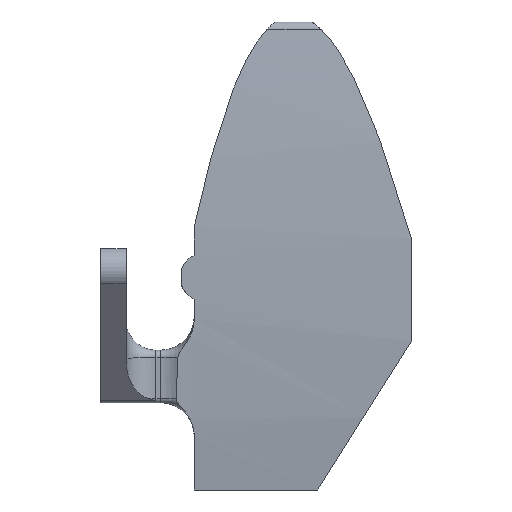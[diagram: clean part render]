
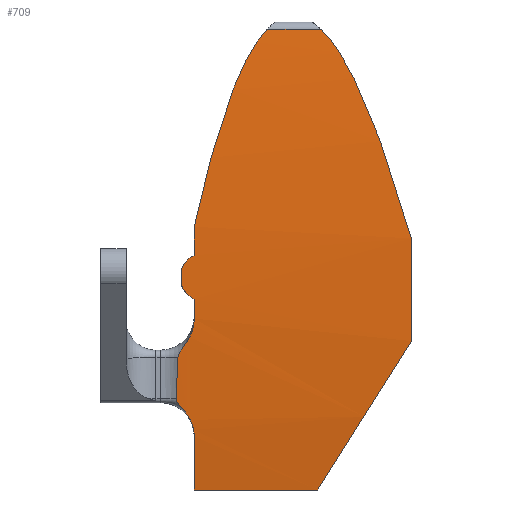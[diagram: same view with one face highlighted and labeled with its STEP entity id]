
A CAD part, top view. The second image highlights one B-rep face of the part: STEP entity #709.
In plain terms, the highlighted free-form (B-spline) face has degree [3, 1] with [4, 2] control points.
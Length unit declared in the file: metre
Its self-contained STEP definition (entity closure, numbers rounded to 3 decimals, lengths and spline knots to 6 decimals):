
#22=B_SPLINE_SURFACE_WITH_KNOTS('',3,1,((#1154,#1155),(#1156,#1157),(#1158,
#1159),(#1160,#1161)),.SURF_OF_LINEAR_EXTRUSION.,.F.,.F.,.F.,(4,4),(2,2),
(0.01498,1.),(0.,1.),.PIECEWISE_BEZIER_KNOTS.);
#35=B_SPLINE_CURVE_WITH_KNOTS('',3,(#1162,#1163,#1164,#1165),
 .UNSPECIFIED.,.F.,.F.,(4,4),(0.,0.002306),
 .UNSPECIFIED.);
#36=B_SPLINE_CURVE_WITH_KNOTS('',3,(#1172,#1173,#1174,#1175),
 .UNSPECIFIED.,.F.,.F.,(4,4),(0.,0.002307),.UNSPECIFIED.);
#37=B_SPLINE_CURVE_WITH_KNOTS('',3,(#1176,#1177,#1178,#1179,#1180,#1181,
#1182,#1183),.UNSPECIFIED.,.F.,.F.,(4,1,1,1,1,4),(0.,0.001263,
0.002526,0.00379,0.004421,0.005053),
 .UNSPECIFIED.);
#38=B_SPLINE_CURVE_WITH_KNOTS('',3,(#1185,#1186,#1187,#1188),
 .UNSPECIFIED.,.F.,.F.,(4,4),(0.,0.00485),
 .UNSPECIFIED.);
#39=B_SPLINE_CURVE_WITH_KNOTS('',3,(#1190,#1191,#1192,#1193,#1194,#1195,
#1196,#1197,#1198),.UNSPECIFIED.,.F.,.F.,(4,1,1,1,1,1,4),(0.,0.000633,
0.001266,0.001899,0.002533,0.003799,
0.005065),.UNSPECIFIED.);
#40=B_SPLINE_CURVE_WITH_KNOTS('',3,(#1203,#1204,#1205,#1206),
 .UNSPECIFIED.,.F.,.F.,(4,4),(0.,0.020758),
 .UNSPECIFIED.);
#41=B_SPLINE_CURVE_WITH_KNOTS('',3,(#1212,#1213,#1214,#1215,#1216,#1217,
#1218,#1219),.UNSPECIFIED.,.F.,.F.,(4,1,1,1,1,4),(0.,0.00675,
0.013501,0.020251,0.023626,0.027001),
 .UNSPECIFIED.);
#42=B_SPLINE_CURVE_WITH_KNOTS('',3,(#1223,#1224,#1225,#1226,#1227,#1228,
#1229,#1230),.UNSPECIFIED.,.F.,.F.,(4,1,1,1,1,4),(0.,0.003105,
0.00621,0.012421,0.018631,0.024841),
 .UNSPECIFIED.);
#67=(
BOUNDED_CURVE()
B_SPLINE_CURVE(2,(#1036,#1037,#1038),.UNSPECIFIED.,.F.,.F.)
B_SPLINE_CURVE_WITH_KNOTS((3,3),(0.,1.),.PIECEWISE_BEZIER_KNOTS.)
CURVE()
GEOMETRIC_REPRESENTATION_ITEM()
RATIONAL_B_SPLINE_CURVE((1.,1.,1.))
REPRESENTATION_ITEM('')
);
#73=(
BOUNDED_CURVE()
B_SPLINE_CURVE(2,(#1168,#1169,#1170),.UNSPECIFIED.,.F.,.F.)
B_SPLINE_CURVE_WITH_KNOTS((3,3),(0.,1.),.PIECEWISE_BEZIER_KNOTS.)
CURVE()
GEOMETRIC_REPRESENTATION_ITEM()
RATIONAL_B_SPLINE_CURVE((1.,1.,1.))
REPRESENTATION_ITEM('')
);
#74=(
BOUNDED_CURVE()
B_SPLINE_CURVE(2,(#1200,#1201,#1202),.UNSPECIFIED.,.F.,.F.)
B_SPLINE_CURVE_WITH_KNOTS((3,3),(0.,1.),.PIECEWISE_BEZIER_KNOTS.)
CURVE()
GEOMETRIC_REPRESENTATION_ITEM()
RATIONAL_B_SPLINE_CURVE((1.,1.,1.))
REPRESENTATION_ITEM('')
);
#75=(
BOUNDED_CURVE()
B_SPLINE_CURVE(2,(#1208,#1209,#1210),.UNSPECIFIED.,.F.,.F.)
B_SPLINE_CURVE_WITH_KNOTS((3,3),(0.,1.),.PIECEWISE_BEZIER_KNOTS.)
CURVE()
GEOMETRIC_REPRESENTATION_ITEM()
RATIONAL_B_SPLINE_CURVE((1.,1.,1.))
REPRESENTATION_ITEM('')
);
#76=(
BOUNDED_CURVE()
B_SPLINE_CURVE(2,(#1232,#1233,#1234),.UNSPECIFIED.,.F.,.F.)
B_SPLINE_CURVE_WITH_KNOTS((3,3),(0.,1.),.PIECEWISE_BEZIER_KNOTS.)
CURVE()
GEOMETRIC_REPRESENTATION_ITEM()
RATIONAL_B_SPLINE_CURVE((1.,1.,1.))
REPRESENTATION_ITEM('')
);
#137=ORIENTED_EDGE('',*,*,#358,.F.);
#138=ORIENTED_EDGE('',*,*,#359,.T.);
#139=ORIENTED_EDGE('',*,*,#360,.F.);
#140=ORIENTED_EDGE('',*,*,#335,.T.);
#141=ORIENTED_EDGE('',*,*,#361,.T.);
#142=ORIENTED_EDGE('',*,*,#362,.T.);
#143=ORIENTED_EDGE('',*,*,#363,.T.);
#144=ORIENTED_EDGE('',*,*,#364,.T.);
#145=ORIENTED_EDGE('',*,*,#357,.F.);
#146=ORIENTED_EDGE('',*,*,#365,.T.);
#147=ORIENTED_EDGE('',*,*,#366,.F.);
#148=ORIENTED_EDGE('',*,*,#367,.T.);
#149=ORIENTED_EDGE('',*,*,#368,.T.);
#150=ORIENTED_EDGE('',*,*,#369,.T.);
#151=ORIENTED_EDGE('',*,*,#370,.T.);
#335=EDGE_CURVE('',#447,#446,#67,.T.);
#357=EDGE_CURVE('',#467,#456,#518,.T.);
#358=EDGE_CURVE('',#468,#469,#35,.T.);
#359=EDGE_CURVE('',#468,#470,#73,.T.);
#360=EDGE_CURVE('',#447,#470,#36,.T.);
#361=EDGE_CURVE('',#446,#471,#37,.T.);
#362=EDGE_CURVE('',#471,#472,#38,.T.);
#363=EDGE_CURVE('',#472,#473,#39,.T.);
#364=EDGE_CURVE('',#473,#456,#74,.T.);
#365=EDGE_CURVE('',#467,#474,#40,.T.);
#366=EDGE_CURVE('',#475,#474,#75,.T.);
#367=EDGE_CURVE('',#475,#476,#41,.T.);
#368=EDGE_CURVE('',#476,#477,#519,.T.);
#369=EDGE_CURVE('',#477,#478,#42,.T.);
#370=EDGE_CURVE('',#478,#469,#76,.T.);
#446=VERTEX_POINT('',#1035);
#447=VERTEX_POINT('',#1039);
#456=VERTEX_POINT('',#1082);
#467=VERTEX_POINT('',#1152);
#468=VERTEX_POINT('',#1166);
#469=VERTEX_POINT('',#1167);
#470=VERTEX_POINT('',#1171);
#471=VERTEX_POINT('',#1184);
#472=VERTEX_POINT('',#1189);
#473=VERTEX_POINT('',#1199);
#474=VERTEX_POINT('',#1207);
#475=VERTEX_POINT('',#1211);
#476=VERTEX_POINT('',#1220);
#477=VERTEX_POINT('',#1222);
#478=VERTEX_POINT('',#1231);
#518=LINE('',#1153,#558);
#519=LINE('',#1221,#559);
#558=VECTOR('',#856,1.);
#559=VECTOR('',#857,1.);
#599=EDGE_LOOP('',(#137,#138,#139,#140,#141,#142,#143,#144,#145,#146,#147,
#148,#149,#150,#151));
#647=FACE_BOUND('',#599,.T.);
#709=ADVANCED_FACE('',(#647),#22,.F.);
#856=DIRECTION('',(-1.,0.,0.));
#857=DIRECTION('',(-1.,0.,0.));
#1035=CARTESIAN_POINT('',(-0.016,-0.019866,0.002049));
#1036=CARTESIAN_POINT('',(-0.016,0.015,0.00075));
#1037=CARTESIAN_POINT('',(-0.016,-0.014813,0.004087));
#1038=CARTESIAN_POINT('',(-0.016,-0.04,0.));
#1039=CARTESIAN_POINT('',(-0.016,-0.017575,0.002139));
#1082=CARTESIAN_POINT('',(-0.016,-0.04,0.));
#1152=CARTESIAN_POINT('',(-0.0015,-0.04,0.));
#1153=CARTESIAN_POINT('',(0.044801,-0.04,0.));
#1154=CARTESIAN_POINT('',(0.0095,0.014108,0.000848));
#1155=CARTESIAN_POINT('',(-0.018315,0.014108,0.000848));
#1156=CARTESIAN_POINT('',(0.0095,-0.005424,0.002967));
#1157=CARTESIAN_POINT('',(-0.018315,-0.005424,0.002967));
#1158=CARTESIAN_POINT('',(0.0095,-0.02346,0.002684));
#1159=CARTESIAN_POINT('',(-0.018315,-0.02346,0.002684));
#1160=CARTESIAN_POINT('',(0.0095,-0.04,0.));
#1161=CARTESIAN_POINT('',(-0.018315,-0.04,0.));
#1162=CARTESIAN_POINT('',(-0.0175,-0.01411,0.002224));
#1163=CARTESIAN_POINT('',(-0.017256,-0.01337,0.002236));
#1164=CARTESIAN_POINT('',(-0.016707,-0.012754,0.002242));
#1165=CARTESIAN_POINT('',(-0.016,-0.012425,0.002244));
#1166=CARTESIAN_POINT('',(-0.0175,-0.01411,0.002224));
#1167=CARTESIAN_POINT('',(-0.016,-0.012425,0.002244));
#1168=CARTESIAN_POINT('',(-0.0175,0.015,0.00075));
#1169=CARTESIAN_POINT('',(-0.0175,-0.014813,0.004087));
#1170=CARTESIAN_POINT('',(-0.0175,-0.04,0.));
#1171=CARTESIAN_POINT('',(-0.0175,-0.01589,0.002188));
#1172=CARTESIAN_POINT('',(-0.016,-0.017575,0.002139));
#1173=CARTESIAN_POINT('',(-0.016707,-0.017246,0.00215));
#1174=CARTESIAN_POINT('',(-0.017256,-0.01663,0.00217));
#1175=CARTESIAN_POINT('',(-0.0175,-0.01589,0.002188));
#1176=CARTESIAN_POINT('',(-0.016,-0.019866,0.002049));
#1177=CARTESIAN_POINT('',(-0.016,-0.020293,0.00203));
#1178=CARTESIAN_POINT('',(-0.016123,-0.021129,0.001989));
#1179=CARTESIAN_POINT('',(-0.01663,-0.022305,0.001924));
#1180=CARTESIAN_POINT('',(-0.017239,-0.023165,0.001871));
#1181=CARTESIAN_POINT('',(-0.017739,-0.023845,0.001827));
#1182=CARTESIAN_POINT('',(-0.017914,-0.024243,0.0018));
#1183=CARTESIAN_POINT('',(-0.017918,-0.024454,0.001785));
#1184=CARTESIAN_POINT('',(-0.017918,-0.024454,0.001785));
#1185=CARTESIAN_POINT('',(-0.017918,-0.024454,0.001785));
#1186=CARTESIAN_POINT('',(-0.017953,-0.026068,0.001673));
#1187=CARTESIAN_POINT('',(-0.018021,-0.027678,0.001539));
#1188=CARTESIAN_POINT('',(-0.018144,-0.029283,0.001383));
#1189=CARTESIAN_POINT('',(-0.018144,-0.029283,0.001383));
#1190=CARTESIAN_POINT('',(-0.018144,-0.029283,0.001383));
#1191=CARTESIAN_POINT('',(-0.01816,-0.029497,0.001362));
#1192=CARTESIAN_POINT('',(-0.017911,-0.029871,0.001325));
#1193=CARTESIAN_POINT('',(-0.01748,-0.030325,0.001279));
#1194=CARTESIAN_POINT('',(-0.017063,-0.030809,0.001228));
#1195=CARTESIAN_POINT('',(-0.016577,-0.03149,0.001155));
#1196=CARTESIAN_POINT('',(-0.016128,-0.032449,0.001048));
#1197=CARTESIAN_POINT('',(-0.016,-0.033282,0.000949));
#1198=CARTESIAN_POINT('',(-0.016,-0.033704,0.000897));
#1199=CARTESIAN_POINT('',(-0.016,-0.033704,0.000897));
#1200=CARTESIAN_POINT('',(-0.016,0.015,0.00075));
#1201=CARTESIAN_POINT('',(-0.016,-0.014813,0.004087));
#1202=CARTESIAN_POINT('',(-0.016,-0.04,0.));
#1203=CARTESIAN_POINT('',(-0.0015,-0.04,0.));
#1204=CARTESIAN_POINT('',(0.002152,-0.034191,0.000943));
#1205=CARTESIAN_POINT('',(0.005819,-0.028356,0.001564));
#1206=CARTESIAN_POINT('',(0.0095,-0.0225,0.001911));
#1207=CARTESIAN_POINT('',(0.0095,-0.0225,0.001911));
#1208=CARTESIAN_POINT('',(0.0095,0.015,0.00075));
#1209=CARTESIAN_POINT('',(0.0095,-0.014813,0.004087));
#1210=CARTESIAN_POINT('',(0.0095,-0.04,0.));
#1211=CARTESIAN_POINT('',(0.0095,-0.010438,0.00225));
#1212=CARTESIAN_POINT('',(0.0095,-0.010438,0.00225));
#1213=CARTESIAN_POINT('',(0.008887,-0.008272,0.002245));
#1214=CARTESIAN_POINT('',(0.007604,-0.003958,0.002168));
#1215=CARTESIAN_POINT('',(0.005412,0.002422,0.001869));
#1216=CARTESIAN_POINT('',(0.003236,0.007618,0.001483));
#1217=CARTESIAN_POINT('',(0.001058,0.01152,0.001121));
#1218=CARTESIAN_POINT('',(-0.00027,0.013313,0.000935));
#1219=CARTESIAN_POINT('',(-0.001092,0.014108,0.000848));
#1220=CARTESIAN_POINT('',(-0.001092,0.014108,0.000848));
#1221=CARTESIAN_POINT('',(0.0095,0.014108,0.000848));
#1222=CARTESIAN_POINT('',(-0.007468,0.014108,0.000848));
#1223=CARTESIAN_POINT('',(-0.007468,0.014108,0.000848));
#1224=CARTESIAN_POINT('',(-0.008199,0.013348,0.000931));
#1225=CARTESIAN_POINT('',(-0.009358,0.011642,0.001109));
#1226=CARTESIAN_POINT('',(-0.011201,0.007916,0.001456));
#1227=CARTESIAN_POINT('',(-0.012937,0.003024,0.001828));
#1228=CARTESIAN_POINT('',(-0.014616,-0.002988,0.002131));
#1229=CARTESIAN_POINT('',(-0.015558,-0.007041,0.002225));
#1230=CARTESIAN_POINT('',(-0.016,-0.009076,0.002242));
#1231=CARTESIAN_POINT('',(-0.016,-0.009076,0.002242));
#1232=CARTESIAN_POINT('',(-0.016,0.015,0.00075));
#1233=CARTESIAN_POINT('',(-0.016,-0.014813,0.004087));
#1234=CARTESIAN_POINT('',(-0.016,-0.04,0.));
